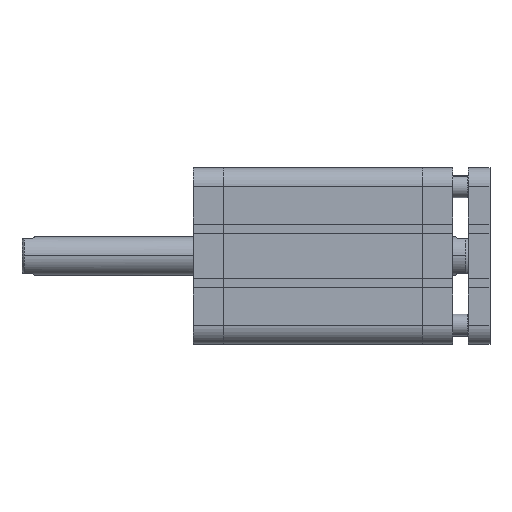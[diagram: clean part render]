
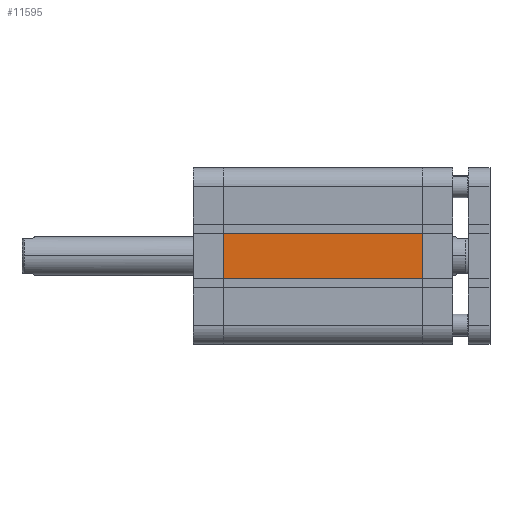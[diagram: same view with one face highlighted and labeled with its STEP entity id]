
A CAD part, front view. The second image highlights one B-rep face of the part: STEP entity #11595.
In plain terms, the highlighted planar face has unit normal (0, -1, 0).
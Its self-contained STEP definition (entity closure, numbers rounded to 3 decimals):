
#243 = ORIENTED_EDGE ( 'NONE', *, *, #28221, .T. ) ;
#2447 = FACE_OUTER_BOUND ( 'NONE', #25458, .T. ) ;
#2962 = CARTESIAN_POINT ( 'NONE',  ( 128., -56.75, -56.75 ) ) ;
#2991 = DIRECTION ( 'NONE',  ( -1., 0., 0. ) ) ;
#5073 = LINE ( 'NONE', #36743, #37719 ) ;
#5449 = LINE ( 'NONE', #12379, #15692 ) ;
#5618 = LINE ( 'NONE', #2962, #38122 ) ;
#7126 = DIRECTION ( 'NONE',  ( 0., 0., 1. ) ) ;
#8264 = ORIENTED_EDGE ( 'NONE', *, *, #22466, .F. ) ;
#8773 = DIRECTION ( 'NONE',  ( 0., 1., 0. ) ) ;
#8969 = VERTEX_POINT ( 'NONE', #33165 ) ;
#9660 = CARTESIAN_POINT ( 'NONE',  ( 128., -56.75, 14.7 ) ) ;
#11595 = ADVANCED_FACE ( 'NONE', ( #2447 ), #27387, .F. ) ;
#12379 = CARTESIAN_POINT ( 'NONE',  ( 128.001, -56.75, 14.7 ) ) ;
#12656 = LINE ( 'NONE', #37412, #13587 ) ;
#13587 = VECTOR ( 'NONE', #19935, 1000. ) ;
#15692 = VECTOR ( 'NONE', #2991, 1000. ) ;
#16042 = VERTEX_POINT ( 'NONE', #34921 ) ;
#17907 = DIRECTION ( 'NONE',  ( 0., 0., -1. ) ) ;
#19935 = DIRECTION ( 'NONE',  ( -1., 0., 0. ) ) ;
#22466 = EDGE_CURVE ( 'NONE', #28787, #16042, #5618, .T. ) ;
#24973 = CARTESIAN_POINT ( 'NONE',  ( 0., -56.75, 14.7 ) ) ;
#25458 = EDGE_LOOP ( 'NONE', ( #40185, #243, #38392, #8264 ) ) ;
#26574 = VERTEX_POINT ( 'NONE', #24973 ) ;
#27387 = PLANE ( 'NONE',  #28735 ) ;
#28221 = EDGE_CURVE ( 'NONE', #26574, #8969, #5073, .T. ) ;
#28735 = AXIS2_PLACEMENT_3D ( 'NONE', #36784, #8773, #7126 ) ;
#28787 = VERTEX_POINT ( 'NONE', #9660 ) ;
#32778 = EDGE_CURVE ( 'NONE', #28787, #26574, #5449, .T. ) ;
#33165 = CARTESIAN_POINT ( 'NONE',  ( 0., -56.75, -14.7 ) ) ;
#34921 = CARTESIAN_POINT ( 'NONE',  ( 128., -56.75, -14.7 ) ) ;
#36743 = CARTESIAN_POINT ( 'NONE',  ( 0., -56.75, -56.75 ) ) ;
#36784 = CARTESIAN_POINT ( 'NONE',  ( 128., -56.75, -56.75 ) ) ;
#37412 = CARTESIAN_POINT ( 'NONE',  ( 128.001, -56.75, -14.7 ) ) ;
#37719 = VECTOR ( 'NONE', #17907, 1000. ) ;
#38122 = VECTOR ( 'NONE', #39931, 1000. ) ;
#38392 = ORIENTED_EDGE ( 'NONE', *, *, #40376, .F. ) ;
#39931 = DIRECTION ( 'NONE',  ( 0., 0., -1. ) ) ;
#40185 = ORIENTED_EDGE ( 'NONE', *, *, #32778, .T. ) ;
#40376 = EDGE_CURVE ( 'NONE', #16042, #8969, #12656, .T. ) ;
